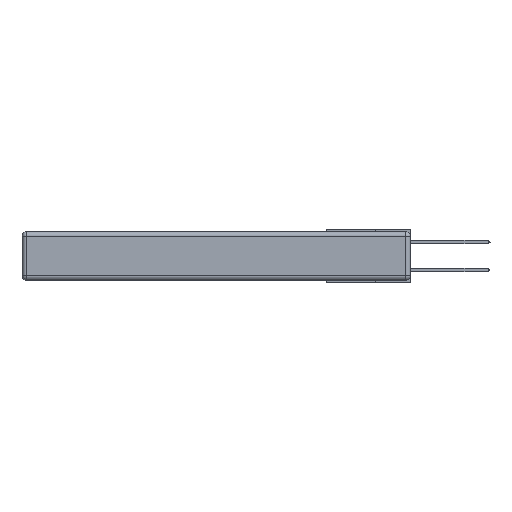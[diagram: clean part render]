
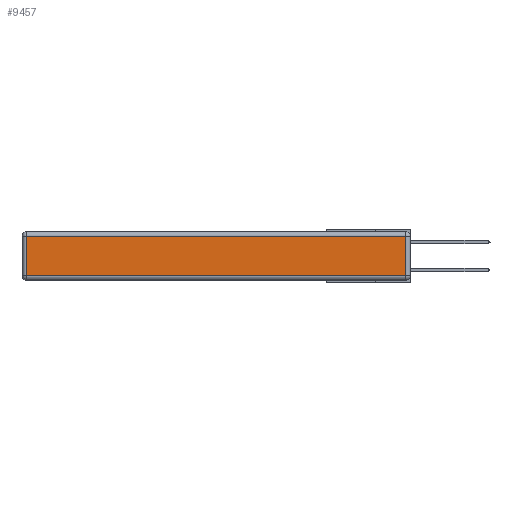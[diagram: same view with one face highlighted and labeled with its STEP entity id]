
A CAD part, left-side view. The second image highlights one B-rep face of the part: STEP entity #9457.
In plain terms, the highlighted planar face has unit normal (-1, 0, 0).
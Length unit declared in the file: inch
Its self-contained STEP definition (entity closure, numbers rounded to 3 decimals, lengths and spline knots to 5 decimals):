
#348 = CARTESIAN_POINT ( 'NONE',  ( 0., 0.03, -0.343 ) ) ;
#354 = EDGE_CURVE ( 'NONE', #3814, #1470, #12999, .T. ) ;
#363 = CARTESIAN_POINT ( 'NONE',  ( 0., 2.72, -0.313 ) ) ;
#428 = CARTESIAN_POINT ( 'NONE',  ( 0., 0.03, -0.313 ) ) ;
#571 = VERTEX_POINT ( 'NONE', #4631 ) ;
#1470 = VERTEX_POINT ( 'NONE', #428 ) ;
#1512 = DIRECTION ( 'NONE',  ( -1., 0., 0. ) ) ;
#1618 = VECTOR ( 'NONE', #5011, 39.37008 ) ;
#1902 = FACE_OUTER_BOUND ( 'NONE', #5436, .T. ) ;
#2245 = DIRECTION ( 'NONE',  ( 0., 1., 0. ) ) ;
#2269 = DIRECTION ( 'NONE',  ( 0., 0., -1. ) ) ;
#3549 = VERTEX_POINT ( 'NONE', #7736 ) ;
#3778 = LINE ( 'NONE', #6388, #5716 ) ;
#3814 = VERTEX_POINT ( 'NONE', #363 ) ;
#3873 = ORIENTED_EDGE ( 'NONE', *, *, #11397, .T. ) ;
#3875 = VECTOR ( 'NONE', #2269, 39.37008 ) ;
#4631 = CARTESIAN_POINT ( 'NONE',  ( 0., 0.03, -0.03 ) ) ;
#5011 = DIRECTION ( 'NONE',  ( 0., 0., 1. ) ) ;
#5436 = EDGE_LOOP ( 'NONE', ( #11607, #6423, #3873, #8158 ) ) ;
#5684 = EDGE_CURVE ( 'NONE', #3549, #3814, #6798, .T. ) ;
#5716 = VECTOR ( 'NONE', #2245, 39.37008 ) ;
#6388 = CARTESIAN_POINT ( 'NONE',  ( 0., 2.75, -0.03 ) ) ;
#6423 = ORIENTED_EDGE ( 'NONE', *, *, #11644, .T. ) ;
#6438 = LINE ( 'NONE', #348, #1618 ) ;
#6545 = DIRECTION ( 'NONE',  ( 0., 0., 1. ) ) ;
#6798 = LINE ( 'NONE', #11178, #3875 ) ;
#7677 = CARTESIAN_POINT ( 'NONE',  ( 0., 0., -0.343 ) ) ;
#7736 = CARTESIAN_POINT ( 'NONE',  ( 0., 2.72, -0.03 ) ) ;
#8158 = ORIENTED_EDGE ( 'NONE', *, *, #5684, .T. ) ;
#8673 = PLANE ( 'NONE',  #9700 ) ;
#9457 = ADVANCED_FACE ( 'NONE', ( #1902 ), #8673, .T. ) ;
#9700 = AXIS2_PLACEMENT_3D ( 'NONE', #7677, #1512, #6545 ) ;
#11178 = CARTESIAN_POINT ( 'NONE',  ( 0., 2.72, -0.343 ) ) ;
#11397 = EDGE_CURVE ( 'NONE', #571, #3549, #3778, .T. ) ;
#11607 = ORIENTED_EDGE ( 'NONE', *, *, #354, .T. ) ;
#11644 = EDGE_CURVE ( 'NONE', #1470, #571, #6438, .T. ) ;
#11877 = VECTOR ( 'NONE', #12404, 39.37008 ) ;
#12404 = DIRECTION ( 'NONE',  ( 0., -1., 0. ) ) ;
#12999 = LINE ( 'NONE', #13405, #11877 ) ;
#13405 = CARTESIAN_POINT ( 'NONE',  ( 0., 0., -0.313 ) ) ;
